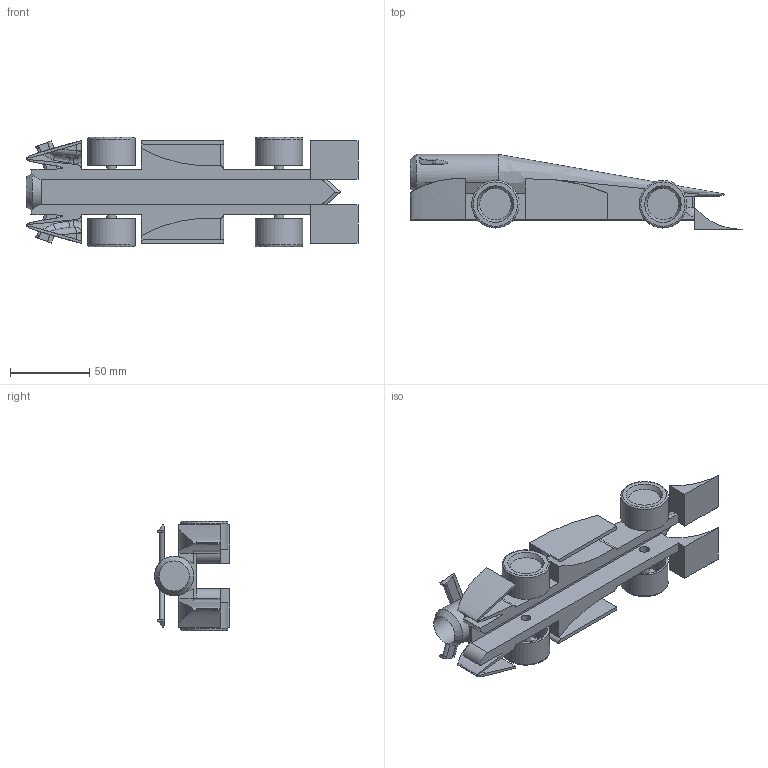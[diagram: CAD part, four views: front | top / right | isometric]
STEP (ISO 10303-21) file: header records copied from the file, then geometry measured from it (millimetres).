
FILE_DESCRIPTION(/* description */ (''),/* implementation_level */ '2;1');
FILE_NAME(/* name */ 'p8 v2.step',/* time_stamp */ '2023-11-25T15:46:03+04:00',/* author */ (''),/* organization */ (''),/* preprocessor_version */ 'ST-DEVELOPER v20',/* originating_system */ 'Autodesk Translation Framework v12.14.0.127',/* authorisation */ '');
FILE_SCHEMA (('AUTOMOTIVE_DESIGN { 1 0 10303 214 3 1 1 }'));
Length unit declared in the file: millimetre
Products named in the file (2): P8; f1_wheel v1
Assembly tree (4 placements, depth 2):
  P8
    f1_wheel v1  x4
Bounding box: 210 x 47.5 x 69 mm (x, y, z)
Volume: 149467.2 mm3; surface area: 72049.3 mm2
Topology: 5 solids, 5 shells, 218 faces, 525 edges, 329 vertices
Faces by surface type: plane 101, cylinder 56, bspline 30, cone 17, torus 14
Full cylindrical faces by diameter (mm): 2.85 x4, 6 x4, 19 x1, 25 x1, 30 x4
Entity records: 6608 total; most frequent: CARTESIAN_POINT 2461, ORIENTED_EDGE 900, DIRECTION 785, EDGE_CURVE 450, VERTEX_POINT 287, AXIS2_PLACEMENT_3D 271, LINE 243, VECTOR 243
